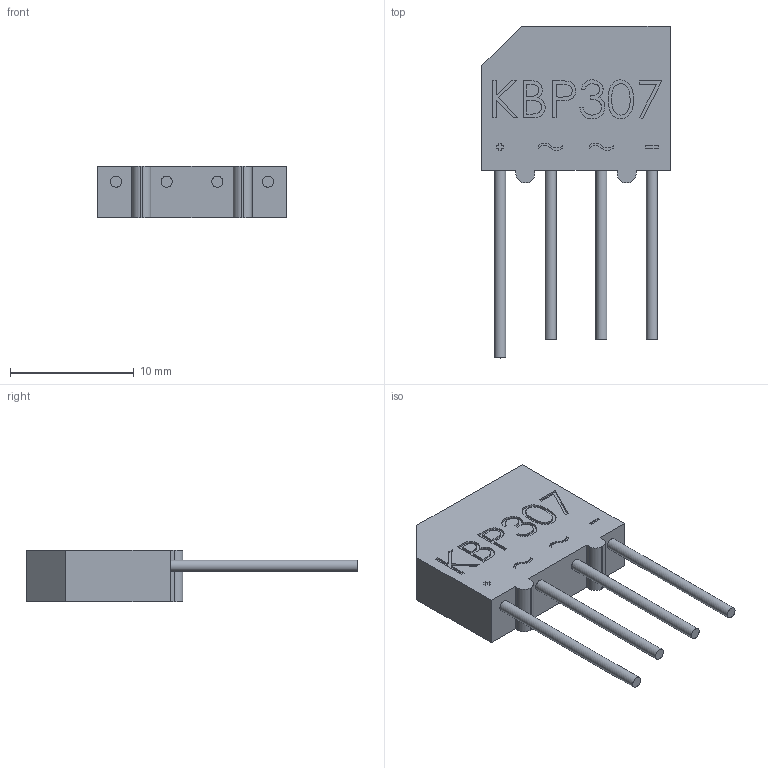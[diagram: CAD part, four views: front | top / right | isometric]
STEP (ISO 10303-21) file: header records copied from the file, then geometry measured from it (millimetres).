
FILE_DESCRIPTION(/* description */ (''),/* implementation_level */ '2;1');
FILE_NAME(/* name */ 'KBP307.step',/* time_stamp */ '2019-08-28T15:59:54-05:00',/* author */ (''),/* organization */ (''),/* preprocessor_version */ 'ST-DEVELOPER v18',/* originating_system */ 'Autodesk Translation Framework v8.6.0.1094',/* authorisation */ '');
FILE_SCHEMA (('AUTOMOTIVE_DESIGN { 1 0 10303 214 3 1 1 }'));
Length unit declared in the file: millimetre
Products named in the file (1): (Unsaved)
Bounding box: 15.24 x 26.88 x 4.2 mm (x, y, z)
Volume: 771.3 mm3; surface area: 754.9 mm2
Topology: 1 solids, 1 shells, 144 faces, 376 edges, 252 vertices
Faces by surface type: plane 90, bspline 38, cylinder 16
Full cylindrical faces by diameter (mm): 0.9 x4
Entity records: 6667 total; most frequent: CARTESIAN_POINT 3275, ORIENTED_EDGE 752, DIRECTION 550, EDGE_CURVE 376, LINE 264, VECTOR 264, VERTEX_POINT 252, EDGE_LOOP 162
